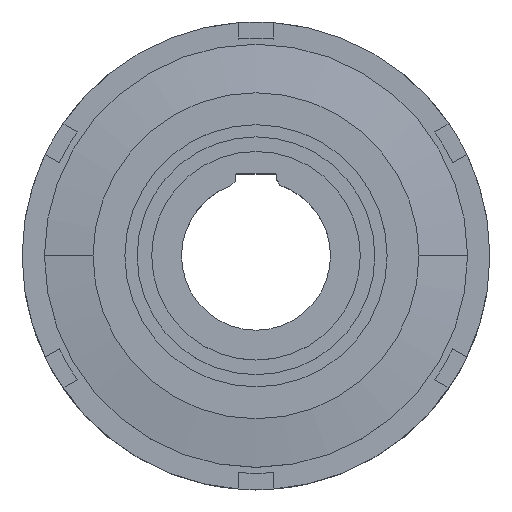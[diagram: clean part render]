
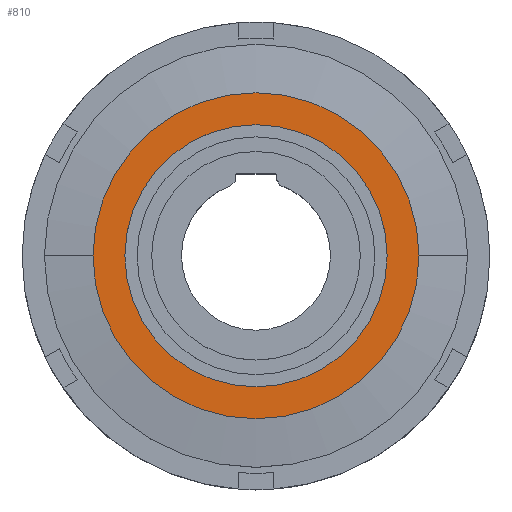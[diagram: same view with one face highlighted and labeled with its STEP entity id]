
A CAD part, top view. The second image highlights one B-rep face of the part: STEP entity #810.
In plain terms, the highlighted planar face has unit normal (0, 0, 1).
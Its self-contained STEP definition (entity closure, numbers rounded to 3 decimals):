
#699 = EDGE_CURVE ( 'NONE', #721, #739, #2707, .T. ) ;
#721 = VERTEX_POINT ( 'NONE', #2796 ) ;
#739 = VERTEX_POINT ( 'NONE', #2863 ) ;
#782 = VERTEX_POINT ( 'NONE', #2972 ) ;
#786 = VERTEX_POINT ( 'NONE', #2979 ) ;
#787 = EDGE_CURVE ( 'NONE', #786, #782, #2978, .T. ) ;
#810 = ADVANCED_FACE ( 'NONE', ( #3031, #3030 ), #2985, .T. ) ;
#813 = EDGE_LOOP ( 'NONE', ( #828, #830 ) ) ;
#823 = EDGE_CURVE ( 'NONE', #782, #786, #2990, .T. ) ;
#824 = EDGE_LOOP ( 'NONE', ( #838, #827 ) ) ;
#827 = ORIENTED_EDGE ( 'NONE', *, *, #699, .F. ) ;
#828 = ORIENTED_EDGE ( 'NONE', *, *, #787, .F. ) ;
#830 = ORIENTED_EDGE ( 'NONE', *, *, #823, .F. ) ;
#832 = EDGE_CURVE ( 'NONE', #739, #721, #3113, .T. ) ;
#838 = ORIENTED_EDGE ( 'NONE', *, *, #832, .F. ) ;
#2531 = DIRECTION ( 'NONE',  ( 0., 0., 1. ) ) ;
#2539 = CARTESIAN_POINT ( 'NONE',  ( 0., 0., 67.5 ) ) ;
#2555 = DIRECTION ( 'NONE',  ( 1., 0., 0. ) ) ;
#2706 = AXIS2_PLACEMENT_3D ( 'NONE', #2539, #2531, #2555 ) ;
#2707 = CIRCLE ( 'NONE', #2706, 44. ) ;
#2796 = CARTESIAN_POINT ( 'NONE',  ( -44., 0., 67.5 ) ) ;
#2863 = CARTESIAN_POINT ( 'NONE',  ( 44., 0., 67.5 ) ) ;
#2942 = DIRECTION ( 'NONE',  ( -1., 0., 0. ) ) ;
#2943 = DIRECTION ( 'NONE',  ( 0., 0., -1. ) ) ;
#2944 = CARTESIAN_POINT ( 'NONE',  ( 0., 0., 67.5 ) ) ;
#2972 = CARTESIAN_POINT ( 'NONE',  ( 54.711, 0., 67.5 ) ) ;
#2977 = AXIS2_PLACEMENT_3D ( 'NONE', #2944, #2943, #2942 ) ;
#2978 = CIRCLE ( 'NONE', #2977, 54.711 ) ;
#2979 = CARTESIAN_POINT ( 'NONE',  ( -54.711, 0., 67.5 ) ) ;
#2985 = PLANE ( 'NONE',  #3029 ) ;
#2987 = DIRECTION ( 'NONE',  ( -1., 0., 0. ) ) ;
#2988 = DIRECTION ( 'NONE',  ( 0., 0., -1. ) ) ;
#2989 = AXIS2_PLACEMENT_3D ( 'NONE', #3053, #2988, #2987 ) ;
#2990 = CIRCLE ( 'NONE', #2989, 54.711 ) ;
#3013 = DIRECTION ( 'NONE',  ( 0., 0., 1. ) ) ;
#3014 = CARTESIAN_POINT ( 'NONE',  ( 0., 0., 67.5 ) ) ;
#3021 = DIRECTION ( 'NONE',  ( 1., 0., 0. ) ) ;
#3029 = AXIS2_PLACEMENT_3D ( 'NONE', #3014, #3013, #3021 ) ;
#3030 = FACE_OUTER_BOUND ( 'NONE', #813, .T. ) ;
#3031 = FACE_BOUND ( 'NONE', #824, .T. ) ;
#3053 = CARTESIAN_POINT ( 'NONE',  ( 0., 0., 67.5 ) ) ;
#3077 = DIRECTION ( 'NONE',  ( 1., 0., 0. ) ) ;
#3091 = CARTESIAN_POINT ( 'NONE',  ( 0., 0., 67.5 ) ) ;
#3106 = DIRECTION ( 'NONE',  ( 0., 0., 1. ) ) ;
#3113 = CIRCLE ( 'NONE', #3123, 44. ) ;
#3123 = AXIS2_PLACEMENT_3D ( 'NONE', #3091, #3106, #3077 ) ;
